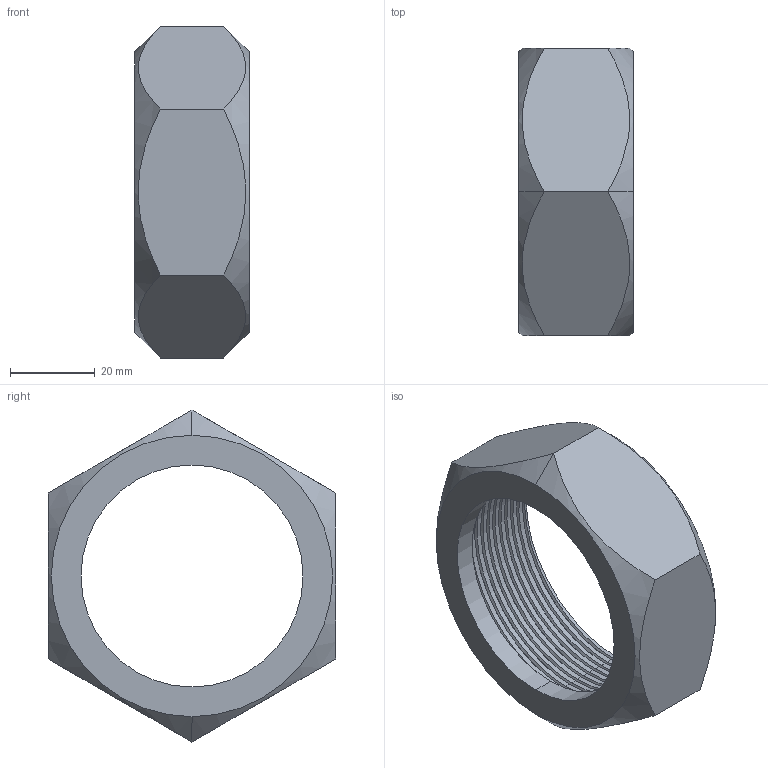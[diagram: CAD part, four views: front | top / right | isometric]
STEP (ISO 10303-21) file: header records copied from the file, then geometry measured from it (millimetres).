
FILE_DESCRIPTION (( 'STEP AP203' ), '1' );
FILE_NAME ('3D_R131M_2_17102770.STEP', '2024-08-15T07:47:02', ( '' ), ( '' ), 'SwSTEP 2.0', 'SolidWorks 2024', '' );
FILE_SCHEMA (( 'CONFIG_CONTROL_DESIGN' ));
Length unit declared in the file: millimetre
Products named in the file (1): 3D_R131M_2_17102770
Bounding box: 27 x 68 x 78.52 mm (x, y, z)
Volume: 32113.8 mm3; surface area: 15656.1 mm2
Topology: 1 solids, 1 shells, 44 faces, 115 edges, 74 vertices
Faces by surface type: cylinder 26, plane 10, cone 4, bspline 4
Entity records: 4316 total; most frequent: CARTESIAN_POINT 3331, ORIENTED_EDGE 230, DIRECTION 147, EDGE_CURVE 115, VERTEX_POINT 74, AXIS2_PLACEMENT_3D 54, EDGE_LOOP 47, ADVANCED_FACE 44
